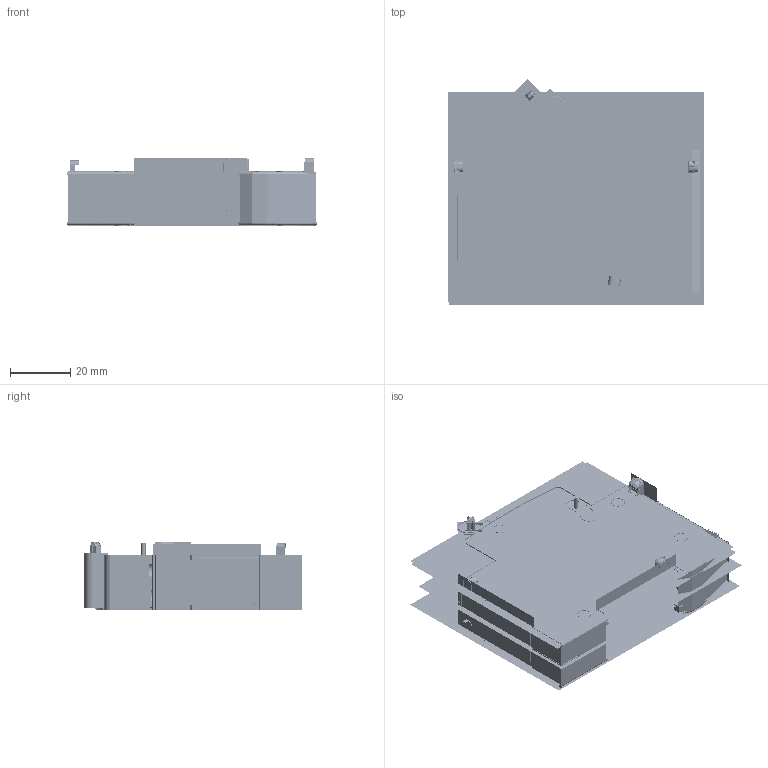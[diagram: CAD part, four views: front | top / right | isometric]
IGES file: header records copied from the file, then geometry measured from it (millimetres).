
Start section:  PTC IGES file: S9_asm.igs
Global section: file name: S9_asm.igs; native system: Pro/ENGINEER by Parametric Technology Corporation; preprocessor: 2007090; author: zjtu; organization: Unknown; date: 20170407.102109; units: millimetre
Bounding box: 85.28 x 75.19 x 22.92 mm (x, y, z)
Volume: 100876.6 mm3; surface area: 1431443.1 mm2
Topology: 45 solids, 45 shells, 7592 faces, 48957 edges, 68738 vertices
Faces by surface type: bspline 5772, revolution 1820
